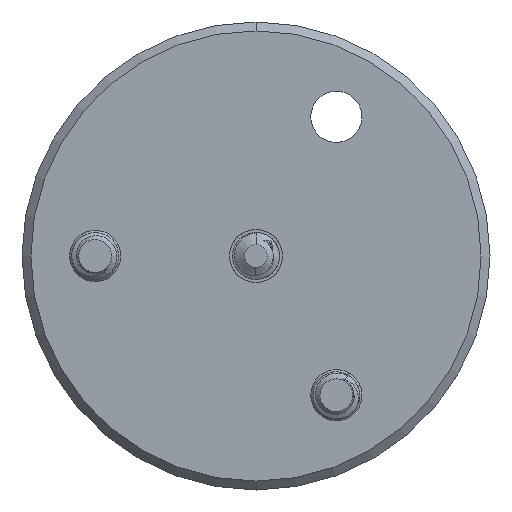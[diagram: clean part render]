
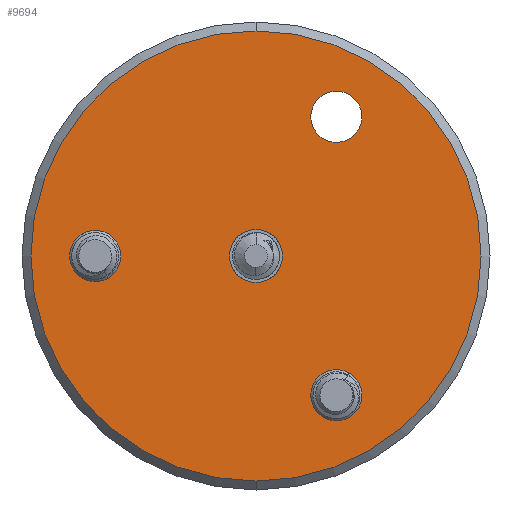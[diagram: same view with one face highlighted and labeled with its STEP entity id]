
A CAD part, front view. The second image highlights one B-rep face of the part: STEP entity #9694.
In plain terms, the highlighted planar face has unit normal (0, -1, 0).
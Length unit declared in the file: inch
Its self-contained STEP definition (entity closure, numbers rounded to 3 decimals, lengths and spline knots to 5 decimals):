
#52 = VERTEX_POINT ( 'NONE', #21117 ) ;
#77 = EDGE_CURVE ( 'NONE', #10575, #7921, #22341, .T. ) ;
#82 = CARTESIAN_POINT ( 'NONE',  ( 0.135, 0., -0.23383 ) ) ;
#293 = DIRECTION ( 'NONE',  ( 0., 1., 0. ) ) ;
#311 = DIRECTION ( 'NONE',  ( 0., 0., 1. ) ) ;
#367 = AXIS2_PLACEMENT_3D ( 'NONE', #8867, #18022, #14213 ) ;
#417 = ORIENTED_EDGE ( 'NONE', *, *, #895, .T. ) ;
#895 = EDGE_CURVE ( 'NONE', #9599, #5741, #2888, .T. ) ;
#1326 = VERTEX_POINT ( 'NONE', #19787 ) ;
#1553 = EDGE_CURVE ( 'NONE', #5741, #9599, #3714, .T. ) ;
#1724 = VERTEX_POINT ( 'NONE', #6392 ) ;
#1831 = CIRCLE ( 'NONE', #367, 0.378 ) ;
#2035 = DIRECTION ( 'NONE',  ( 0., 1., 0. ) ) ;
#2045 = AXIS2_PLACEMENT_3D ( 'NONE', #82, #7664, #14778 ) ;
#2227 = DIRECTION ( 'NONE',  ( 0., 1., 0. ) ) ;
#2296 = EDGE_CURVE ( 'NONE', #10153, #3899, #12341, .T. ) ;
#2334 = DIRECTION ( 'NONE',  ( 0., 0., 1. ) ) ;
#2888 = CIRCLE ( 'NONE', #7816, 0.043 ) ;
#3429 = CARTESIAN_POINT ( 'NONE',  ( 0.135, 0., 0.19083 ) ) ;
#3714 = CIRCLE ( 'NONE', #15689, 0.043 ) ;
#3834 = CIRCLE ( 'NONE', #6843, 0.043 ) ;
#3899 = VERTEX_POINT ( 'NONE', #21508 ) ;
#4314 = DIRECTION ( 'NONE',  ( 0., 0., 1. ) ) ;
#4691 = CARTESIAN_POINT ( 'NONE',  ( 0., 0., 0. ) ) ;
#5098 = CARTESIAN_POINT ( 'NONE',  ( -0.27, 0., 0. ) ) ;
#5211 = ORIENTED_EDGE ( 'NONE', *, *, #77, .T. ) ;
#5548 = EDGE_CURVE ( 'NONE', #52, #15049, #9208, .T. ) ;
#5575 = DIRECTION ( 'NONE',  ( 0., 1., 0. ) ) ;
#5611 = AXIS2_PLACEMENT_3D ( 'NONE', #20387, #20601, #11745 ) ;
#5672 = FACE_BOUND ( 'NONE', #16487, .T. ) ;
#5741 = VERTEX_POINT ( 'NONE', #8952 ) ;
#6164 = CARTESIAN_POINT ( 'NONE',  ( 0.135, 0., -0.19083 ) ) ;
#6239 = AXIS2_PLACEMENT_3D ( 'NONE', #11845, #2227, #2334 ) ;
#6392 = CARTESIAN_POINT ( 'NONE',  ( 0., 0., 0.0445 ) ) ;
#6843 = AXIS2_PLACEMENT_3D ( 'NONE', #13495, #18457, #13263 ) ;
#6982 = CIRCLE ( 'NONE', #18970, 0.0445 ) ;
#7118 = DIRECTION ( 'NONE',  ( 0., 1., 0. ) ) ;
#7121 = AXIS2_PLACEMENT_3D ( 'NONE', #4691, #13715, #22961 ) ;
#7564 = DIRECTION ( 'NONE',  ( 0., 0., 1. ) ) ;
#7664 = DIRECTION ( 'NONE',  ( 0., 1., 0. ) ) ;
#7816 = AXIS2_PLACEMENT_3D ( 'NONE', #19873, #2035, #311 ) ;
#7921 = VERTEX_POINT ( 'NONE', #19894 ) ;
#8721 = EDGE_CURVE ( 'NONE', #1326, #1724, #6982, .T. ) ;
#8867 = CARTESIAN_POINT ( 'NONE',  ( 0., 0., 0. ) ) ;
#8877 = ORIENTED_EDGE ( 'NONE', *, *, #1553, .T. ) ;
#8952 = CARTESIAN_POINT ( 'NONE',  ( 0.135, 0., 0.27683 ) ) ;
#9164 = ORIENTED_EDGE ( 'NONE', *, *, #8721, .T. ) ;
#9208 = CIRCLE ( 'NONE', #2045, 0.043 ) ;
#9599 = VERTEX_POINT ( 'NONE', #3429 ) ;
#9694 = ADVANCED_FACE ( 'NONE', ( #19962, #16217, #5672, #10986, #18123 ), #23110, .F. ) ;
#9750 = EDGE_CURVE ( 'NONE', #15049, #52, #3834, .T. ) ;
#9895 = EDGE_LOOP ( 'NONE', ( #8877, #417 ) ) ;
#9909 = CARTESIAN_POINT ( 'NONE',  ( -0.27, 0., 0.043 ) ) ;
#10126 = EDGE_CURVE ( 'NONE', #1724, #1326, #16350, .T. ) ;
#10153 = VERTEX_POINT ( 'NONE', #21391 ) ;
#10575 = VERTEX_POINT ( 'NONE', #9909 ) ;
#10877 = DIRECTION ( 'NONE',  ( 0., 0., 1. ) ) ;
#10986 = FACE_BOUND ( 'NONE', #9895, .T. ) ;
#11735 = ORIENTED_EDGE ( 'NONE', *, *, #17403, .T. ) ;
#11745 = DIRECTION ( 'NONE',  ( 0., 0., 1. ) ) ;
#11845 = CARTESIAN_POINT ( 'NONE',  ( 0., 0., 0. ) ) ;
#12239 = AXIS2_PLACEMENT_3D ( 'NONE', #5098, #5575, #10877 ) ;
#12341 = CIRCLE ( 'NONE', #7121, 0.378 ) ;
#13222 = CARTESIAN_POINT ( 'NONE',  ( 0., 0., 0. ) ) ;
#13263 = DIRECTION ( 'NONE',  ( 0., 0., 1. ) ) ;
#13495 = CARTESIAN_POINT ( 'NONE',  ( 0.135, 0., -0.23383 ) ) ;
#13715 = DIRECTION ( 'NONE',  ( 0., -1., 0. ) ) ;
#13931 = AXIS2_PLACEMENT_3D ( 'NONE', #21360, #293, #7564 ) ;
#14059 = ORIENTED_EDGE ( 'NONE', *, *, #21727, .T. ) ;
#14163 = EDGE_LOOP ( 'NONE', ( #21426, #9164 ) ) ;
#14213 = DIRECTION ( 'NONE',  ( 0., 0., 1. ) ) ;
#14330 = EDGE_LOOP ( 'NONE', ( #14059, #20751 ) ) ;
#14346 = CARTESIAN_POINT ( 'NONE',  ( 0.135, 0., 0.23383 ) ) ;
#14778 = DIRECTION ( 'NONE',  ( 0., 0., 1. ) ) ;
#15049 = VERTEX_POINT ( 'NONE', #6164 ) ;
#15689 = AXIS2_PLACEMENT_3D ( 'NONE', #14346, #7118, #22792 ) ;
#15695 = CIRCLE ( 'NONE', #5611, 0.043 ) ;
#16217 = FACE_BOUND ( 'NONE', #14163, .T. ) ;
#16350 = CIRCLE ( 'NONE', #6239, 0.0445 ) ;
#16487 = EDGE_LOOP ( 'NONE', ( #22565, #16869 ) ) ;
#16869 = ORIENTED_EDGE ( 'NONE', *, *, #5548, .T. ) ;
#17403 = EDGE_CURVE ( 'NONE', #7921, #10575, #15695, .T. ) ;
#18022 = DIRECTION ( 'NONE',  ( 0., -1., 0. ) ) ;
#18123 = FACE_BOUND ( 'NONE', #21195, .T. ) ;
#18457 = DIRECTION ( 'NONE',  ( 0., 1., 0. ) ) ;
#18970 = AXIS2_PLACEMENT_3D ( 'NONE', #13222, #20156, #4314 ) ;
#19787 = CARTESIAN_POINT ( 'NONE',  ( 0., 0., -0.0445 ) ) ;
#19873 = CARTESIAN_POINT ( 'NONE',  ( 0.135, 0., 0.23383 ) ) ;
#19894 = CARTESIAN_POINT ( 'NONE',  ( -0.27, 0., -0.043 ) ) ;
#19962 = FACE_OUTER_BOUND ( 'NONE', #14330, .T. ) ;
#20156 = DIRECTION ( 'NONE',  ( 0., 1., 0. ) ) ;
#20387 = CARTESIAN_POINT ( 'NONE',  ( -0.27, 0., 0. ) ) ;
#20601 = DIRECTION ( 'NONE',  ( 0., 1., 0. ) ) ;
#20751 = ORIENTED_EDGE ( 'NONE', *, *, #2296, .T. ) ;
#21117 = CARTESIAN_POINT ( 'NONE',  ( 0.135, 0., -0.27683 ) ) ;
#21195 = EDGE_LOOP ( 'NONE', ( #5211, #11735 ) ) ;
#21360 = CARTESIAN_POINT ( 'NONE',  ( 0., 0., 0. ) ) ;
#21391 = CARTESIAN_POINT ( 'NONE',  ( 0., 0., -0.378 ) ) ;
#21426 = ORIENTED_EDGE ( 'NONE', *, *, #10126, .T. ) ;
#21508 = CARTESIAN_POINT ( 'NONE',  ( 0., 0., 0.378 ) ) ;
#21727 = EDGE_CURVE ( 'NONE', #3899, #10153, #1831, .T. ) ;
#22341 = CIRCLE ( 'NONE', #12239, 0.043 ) ;
#22565 = ORIENTED_EDGE ( 'NONE', *, *, #9750, .T. ) ;
#22792 = DIRECTION ( 'NONE',  ( 0., 0., 1. ) ) ;
#22961 = DIRECTION ( 'NONE',  ( 0., 0., 1. ) ) ;
#23110 = PLANE ( 'NONE',  #13931 ) ;
